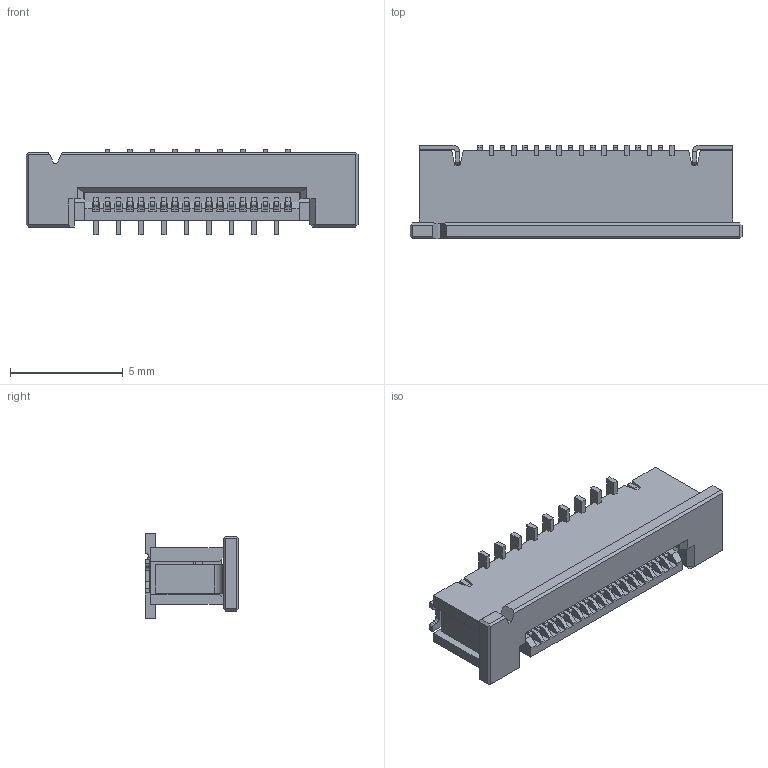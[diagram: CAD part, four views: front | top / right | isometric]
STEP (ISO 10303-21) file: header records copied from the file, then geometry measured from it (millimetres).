
FILE_DESCRIPTION(/* description */ ('STEP AP214'),/* implementation_level */ '2;1');
FILE_NAME(/* name */ '6070aa8d075cc514db7bbd64',/* time_stamp */ '2021-04-09T19:27:11+00:00',/* author */ (''),/* organization */ (''),/* preprocessor_version */ 'ST-DEVELOPER v18.1',/* originating_system */ ' ',/* authorisation */ ' ');
FILE_SCHEMA (('AUTOMOTIVE_DESIGN {1 0 10303 214 3 1 1}'));
Length unit declared in the file: metre
Products named in the file (1): C-1-1734742-8
Bounding box: 14.7 x 4.15 x 3.8 mm (x, y, z)
Volume: 118.5 mm3; surface area: 496.7 mm2
Topology: 1 solids, 1 shells, 816 faces, 2370 edges, 1547 vertices
Faces by surface type: plane 733, cylinder 83
Entity records: 28645 total; most frequent: CARTESIAN_POINT 4788, ORIENTED_EDGE 4740, DIRECTION 4154, EDGE_CURVE 2370, LINE 2184, VECTOR 2184, VERTEX_POINT 1547, AXIS2_PLACEMENT_3D 985
